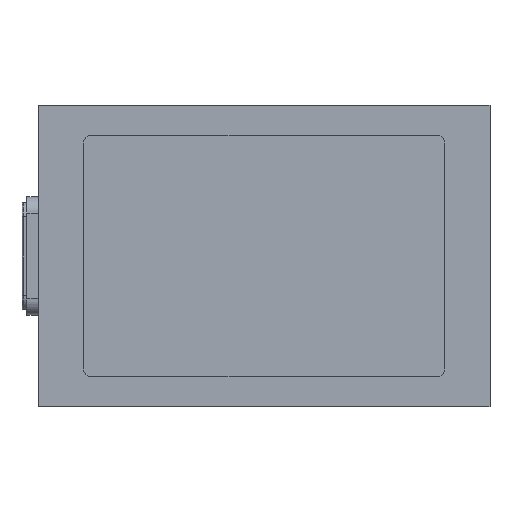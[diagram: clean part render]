
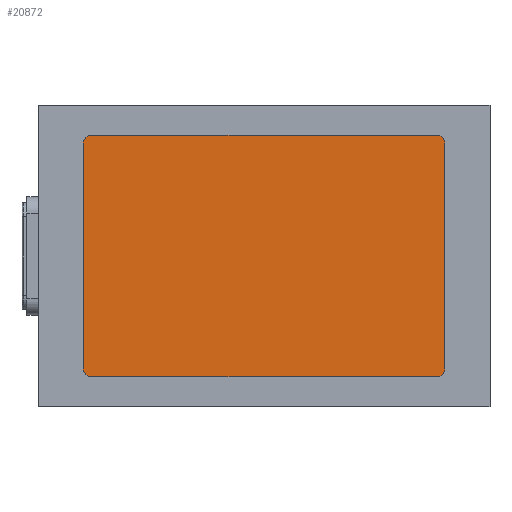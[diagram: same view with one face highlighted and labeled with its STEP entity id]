
A CAD part, front view. The second image highlights one B-rep face of the part: STEP entity #20872.
In plain terms, the highlighted planar face has unit normal (0, -1, 0).
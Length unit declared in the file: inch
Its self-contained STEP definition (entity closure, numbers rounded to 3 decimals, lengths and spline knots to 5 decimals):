
#127 = DIRECTION ( 'NONE',  ( 0., 0., -1. ) ) ;
#149 = CARTESIAN_POINT ( 'NONE',  ( 2.9375, 0., -0.0625 ) ) ;
#425 = DIRECTION ( 'NONE',  ( 1., 0., 0. ) ) ;
#1032 = CIRCLE ( 'NONE', #10038, 0.0625 ) ;
#1890 = DIRECTION ( 'NONE',  ( 0., 0., -1. ) ) ;
#2437 = CARTESIAN_POINT ( 'NONE',  ( 3., 0., 0. ) ) ;
#2592 = ORIENTED_EDGE ( 'NONE', *, *, #20001, .T. ) ;
#2659 = CARTESIAN_POINT ( 'NONE',  ( 0.0625, 0., -1.9375 ) ) ;
#4150 = FACE_OUTER_BOUND ( 'NONE', #4673, .T. ) ;
#4673 = EDGE_LOOP ( 'NONE', ( #8708, #2592, #23736, #17004, #13886, #17726, #18935, #9470 ) ) ;
#4842 = LINE ( 'NONE', #25460, #23341 ) ;
#4999 = EDGE_CURVE ( 'NONE', #13431, #10940, #4842, .T. ) ;
#5100 = DIRECTION ( 'NONE',  ( 0., 0., -1. ) ) ;
#5405 = AXIS2_PLACEMENT_3D ( 'NONE', #149, #8308, #1890 ) ;
#5735 = EDGE_CURVE ( 'NONE', #23507, #22414, #21759, .T. ) ;
#6013 = LINE ( 'NONE', #14145, #15359 ) ;
#6139 = VERTEX_POINT ( 'NONE', #24211 ) ;
#7124 = LINE ( 'NONE', #2437, #24256 ) ;
#7927 = CARTESIAN_POINT ( 'NONE',  ( 0., 0., -1.9375 ) ) ;
#8043 = PLANE ( 'NONE',  #21113 ) ;
#8308 = DIRECTION ( 'NONE',  ( 0., -1., 0. ) ) ;
#8344 = CARTESIAN_POINT ( 'NONE',  ( 2.9375, 0., -1.9375 ) ) ;
#8429 = VECTOR ( 'NONE', #425, 39.37008 ) ;
#8536 = CARTESIAN_POINT ( 'NONE',  ( 2.9375, 0., -2. ) ) ;
#8708 = ORIENTED_EDGE ( 'NONE', *, *, #4999, .F. ) ;
#8930 = AXIS2_PLACEMENT_3D ( 'NONE', #2659, #10884, #5100 ) ;
#9023 = CARTESIAN_POINT ( 'NONE',  ( 0.0625, 0., -0.0625 ) ) ;
#9470 = ORIENTED_EDGE ( 'NONE', *, *, #12914, .T. ) ;
#9741 = CARTESIAN_POINT ( 'NONE',  ( 2.9375, 0., 0. ) ) ;
#10038 = AXIS2_PLACEMENT_3D ( 'NONE', #9023, #17393, #25615 ) ;
#10336 = DIRECTION ( 'NONE',  ( 0., -1., 0. ) ) ;
#10884 = DIRECTION ( 'NONE',  ( 0., -1., 0. ) ) ;
#10940 = VERTEX_POINT ( 'NONE', #17666 ) ;
#11476 = AXIS2_PLACEMENT_3D ( 'NONE', #8344, #25347, #14471 ) ;
#12277 = VERTEX_POINT ( 'NONE', #8536 ) ;
#12914 = EDGE_CURVE ( 'NONE', #25568, #10940, #1032, .T. ) ;
#13431 = VERTEX_POINT ( 'NONE', #7927 ) ;
#13886 = ORIENTED_EDGE ( 'NONE', *, *, #24087, .F. ) ;
#14145 = CARTESIAN_POINT ( 'NONE',  ( 0., 0., -2. ) ) ;
#14471 = DIRECTION ( 'NONE',  ( 0., 0., -1. ) ) ;
#15359 = VECTOR ( 'NONE', #20291, 39.37008 ) ;
#16306 = CARTESIAN_POINT ( 'NONE',  ( 0., 0., 0. ) ) ;
#16942 = CARTESIAN_POINT ( 'NONE',  ( 0., 0., 0. ) ) ;
#17004 = ORIENTED_EDGE ( 'NONE', *, *, #26353, .T. ) ;
#17125 = CIRCLE ( 'NONE', #8930, 0.0625 ) ;
#17352 = LINE ( 'NONE', #16942, #8429 ) ;
#17393 = DIRECTION ( 'NONE',  ( 0., -1., 0. ) ) ;
#17407 = CARTESIAN_POINT ( 'NONE',  ( 3., 0., -0.0625 ) ) ;
#17414 = EDGE_CURVE ( 'NONE', #25568, #22414, #17352, .T. ) ;
#17666 = CARTESIAN_POINT ( 'NONE',  ( 0., 0., -0.0625 ) ) ;
#17726 = ORIENTED_EDGE ( 'NONE', *, *, #5735, .T. ) ;
#18715 = VERTEX_POINT ( 'NONE', #22970 ) ;
#18756 = CIRCLE ( 'NONE', #11476, 0.0625 ) ;
#18935 = ORIENTED_EDGE ( 'NONE', *, *, #17414, .F. ) ;
#19200 = CARTESIAN_POINT ( 'NONE',  ( 0.0625, 0., 0. ) ) ;
#20001 = EDGE_CURVE ( 'NONE', #13431, #18715, #17125, .T. ) ;
#20291 = DIRECTION ( 'NONE',  ( -1., 0., 0. ) ) ;
#20872 = ADVANCED_FACE ( 'NONE', ( #4150 ), #8043, .T. ) ;
#21113 = AXIS2_PLACEMENT_3D ( 'NONE', #16306, #10336, #127 ) ;
#21421 = DIRECTION ( 'NONE',  ( 0., 0., 1. ) ) ;
#21759 = CIRCLE ( 'NONE', #5405, 0.0625 ) ;
#22414 = VERTEX_POINT ( 'NONE', #9741 ) ;
#22970 = CARTESIAN_POINT ( 'NONE',  ( 0.0625, 0., -2. ) ) ;
#23341 = VECTOR ( 'NONE', #21421, 39.37008 ) ;
#23507 = VERTEX_POINT ( 'NONE', #17407 ) ;
#23568 = DIRECTION ( 'NONE',  ( 0., 0., -1. ) ) ;
#23736 = ORIENTED_EDGE ( 'NONE', *, *, #25445, .F. ) ;
#24087 = EDGE_CURVE ( 'NONE', #23507, #6139, #7124, .T. ) ;
#24211 = CARTESIAN_POINT ( 'NONE',  ( 3., 0., -1.9375 ) ) ;
#24256 = VECTOR ( 'NONE', #23568, 39.37008 ) ;
#25347 = DIRECTION ( 'NONE',  ( 0., -1., 0. ) ) ;
#25445 = EDGE_CURVE ( 'NONE', #12277, #18715, #6013, .T. ) ;
#25460 = CARTESIAN_POINT ( 'NONE',  ( 0., 0., 0. ) ) ;
#25568 = VERTEX_POINT ( 'NONE', #19200 ) ;
#25615 = DIRECTION ( 'NONE',  ( 0., 0., -1. ) ) ;
#26353 = EDGE_CURVE ( 'NONE', #12277, #6139, #18756, .T. ) ;
